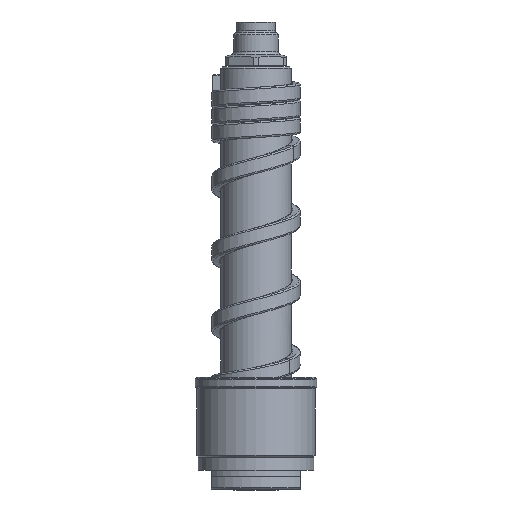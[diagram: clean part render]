
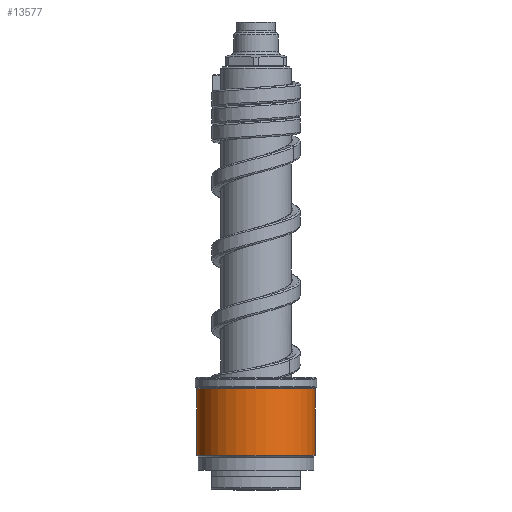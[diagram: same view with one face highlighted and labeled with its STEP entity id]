
A CAD part, front view. The second image highlights one B-rep face of the part: STEP entity #13577.
In plain terms, the highlighted cylindrical face has radius 18.5 mm (diameter 37 mm), a partial arc.
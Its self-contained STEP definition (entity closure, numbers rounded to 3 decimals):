
#4412=CARTESIAN_POINT('',(0.,0.,10.583));
#4413=DIRECTION('',(0.,0.,1.));
#4414=DIRECTION('',(-1.,0.,0.));
#4415=AXIS2_PLACEMENT_3D('',#4412,#4413,#4414);
#4417=DIRECTION('',(0.,0.,-1.));
#4418=VECTOR('',#4417,20.834);
#4419=CARTESIAN_POINT('',(-18.5,0.,31.417));
#4420=LINE('',#4419,#4418);
#4421=CARTESIAN_POINT('',(0.,0.,31.417));
#4422=DIRECTION('',(0.,0.,1.));
#4423=DIRECTION('',(-1.,0.,0.));
#4424=AXIS2_PLACEMENT_3D('',#4421,#4422,#4423);
#4426=DIRECTION('',(0.,0.,-1.));
#4427=VECTOR('',#4426,20.834);
#4428=CARTESIAN_POINT('',(18.5,0.,31.417));
#4429=LINE('',#4428,#4427);
#7304=CARTESIAN_POINT('',(18.5,0.,31.417));
#7305=CARTESIAN_POINT('',(-18.5,0.,31.417));
#7306=VERTEX_POINT('',#7304);
#7307=VERTEX_POINT('',#7305);
#7330=CARTESIAN_POINT('',(18.5,0.,10.583));
#7331=VERTEX_POINT('',#7330);
#7332=CARTESIAN_POINT('',(-18.5,0.,10.583));
#7333=VERTEX_POINT('',#7332);
#13565=CARTESIAN_POINT('',(0.,0.,8.75));
#13566=DIRECTION('',(0.,0.,1.));
#13567=DIRECTION('',(-1.,0.,0.));
#13568=AXIS2_PLACEMENT_3D('',#13565,#13566,#13567);
#13569=CYLINDRICAL_SURFACE('',#13568,18.5);
#13570=ORIENTED_EDGE('',*,*,#11214,.F.);
#13571=ORIENTED_EDGE('',*,*,#11195,.F.);
#13573=ORIENTED_EDGE('',*,*,#13572,.T.);
#13574=ORIENTED_EDGE('',*,*,#11191,.T.);
#13575=EDGE_LOOP('',(#13570,#13571,#13573,#13574));
#13576=FACE_OUTER_BOUND('',#13575,.F.);
#4416=CIRCLE('',#4415,18.5);
#4425=CIRCLE('',#4424,18.5);
#11191=EDGE_CURVE('',#7306,#7331,#4429,.T.);
#11195=EDGE_CURVE('',#7307,#7333,#4420,.T.);
#11214=EDGE_CURVE('',#7333,#7331,#4416,.T.);
#13572=EDGE_CURVE('',#7307,#7306,#4425,.T.);
#13577=ADVANCED_FACE('',(#13576),#13569,.T.);
